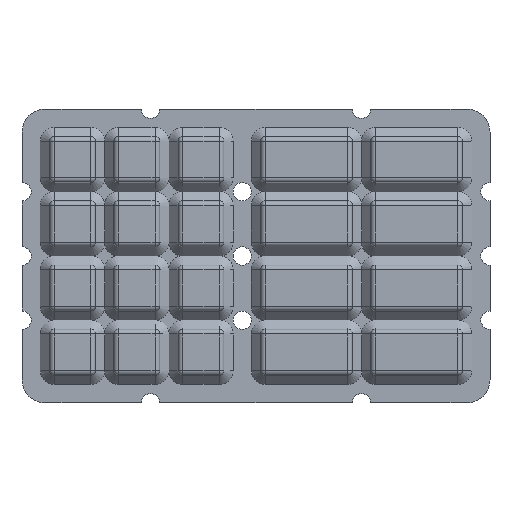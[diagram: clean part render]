
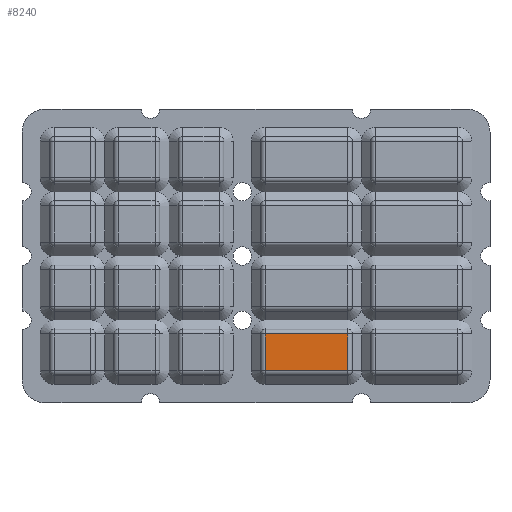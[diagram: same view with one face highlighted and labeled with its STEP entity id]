
A CAD part, top view. The second image highlights one B-rep face of the part: STEP entity #8240.
In plain terms, the highlighted planar face has unit normal (0, 0, 1).
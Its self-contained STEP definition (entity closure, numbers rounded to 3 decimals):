
#123 = DIRECTION ( 'NONE',  ( -1., 0., 0. ) ) ;
#517 = EDGE_CURVE ( 'NONE', #20653, #9832, #8828, .T. ) ;
#577 = EDGE_CURVE ( 'NONE', #5030, #9670, #8718, .T. ) ;
#947 = CARTESIAN_POINT ( 'NONE',  ( 0., 0., 7. ) ) ;
#1302 = VECTOR ( 'NONE', #7236, 1000. ) ;
#3373 = EDGE_LOOP ( 'NONE', ( #10606, #12312, #20540, #6176 ) ) ;
#4548 = VECTOR ( 'NONE', #123, 1000. ) ;
#4678 = LINE ( 'NONE', #11582, #12370 ) ;
#5030 = VERTEX_POINT ( 'NONE', #7211 ) ;
#6176 = ORIENTED_EDGE ( 'NONE', *, *, #577, .T. ) ;
#6897 = VECTOR ( 'NONE', #21928, 1000. ) ;
#7012 = CARTESIAN_POINT ( 'NONE',  ( 0., -25., 7. ) ) ;
#7134 = CARTESIAN_POINT ( 'NONE',  ( 2., -17., 7. ) ) ;
#7211 = CARTESIAN_POINT ( 'NONE',  ( 2., -25., 7. ) ) ;
#7236 = DIRECTION ( 'NONE',  ( 1., 0., 0. ) ) ;
#8240 = ADVANCED_FACE ( 'NONE', ( #17610 ), #13048, .F. ) ;
#8718 = LINE ( 'NONE', #7012, #1302 ) ;
#8828 = LINE ( 'NONE', #15407, #4548 ) ;
#9113 = AXIS2_PLACEMENT_3D ( 'NONE', #947, #14747, #14207 ) ;
#9400 = EDGE_CURVE ( 'NONE', #9832, #5030, #4678, .T. ) ;
#9670 = VERTEX_POINT ( 'NONE', #19501 ) ;
#9832 = VERTEX_POINT ( 'NONE', #7134 ) ;
#10606 = ORIENTED_EDGE ( 'NONE', *, *, #11678, .T. ) ;
#11582 = CARTESIAN_POINT ( 'NONE',  ( 2., 0., 7. ) ) ;
#11678 = EDGE_CURVE ( 'NONE', #9670, #20653, #13219, .T. ) ;
#12312 = ORIENTED_EDGE ( 'NONE', *, *, #517, .T. ) ;
#12370 = VECTOR ( 'NONE', #20296, 1000. ) ;
#12888 = CARTESIAN_POINT ( 'NONE',  ( 20., -17., 7. ) ) ;
#13048 = PLANE ( 'NONE',  #9113 ) ;
#13219 = LINE ( 'NONE', #20222, #6897 ) ;
#14207 = DIRECTION ( 'NONE',  ( -1., 0., 0. ) ) ;
#14747 = DIRECTION ( 'NONE',  ( 0., 0., -1. ) ) ;
#15407 = CARTESIAN_POINT ( 'NONE',  ( 0., -17., 7. ) ) ;
#17610 = FACE_OUTER_BOUND ( 'NONE', #3373, .T. ) ;
#19501 = CARTESIAN_POINT ( 'NONE',  ( 20., -25., 7. ) ) ;
#20222 = CARTESIAN_POINT ( 'NONE',  ( 20., 0., 7. ) ) ;
#20296 = DIRECTION ( 'NONE',  ( 0., -1., 0. ) ) ;
#20540 = ORIENTED_EDGE ( 'NONE', *, *, #9400, .T. ) ;
#20653 = VERTEX_POINT ( 'NONE', #12888 ) ;
#21928 = DIRECTION ( 'NONE',  ( 0., 1., 0. ) ) ;
